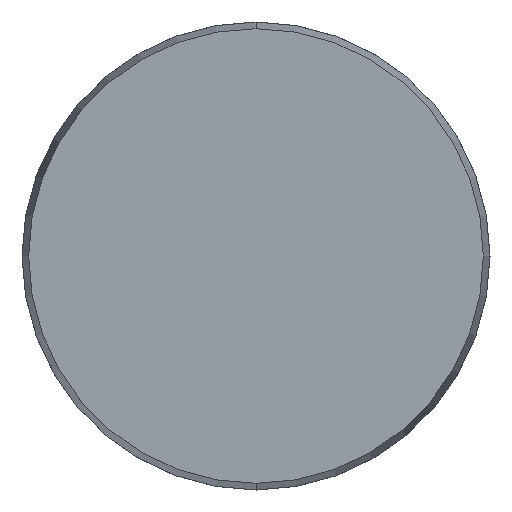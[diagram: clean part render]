
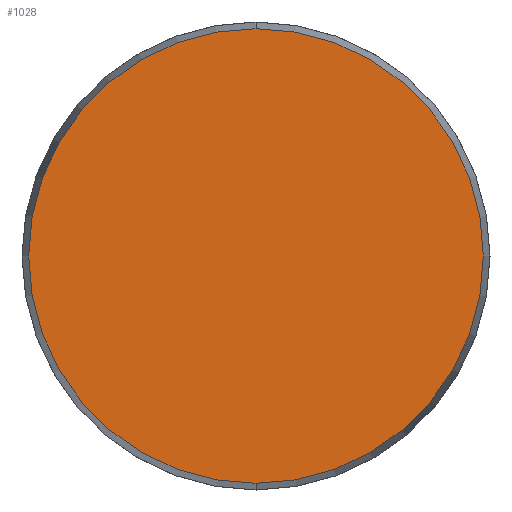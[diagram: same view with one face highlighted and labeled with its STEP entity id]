
A CAD part, front view. The second image highlights one B-rep face of the part: STEP entity #1028.
In plain terms, the highlighted planar face has unit normal (0, -1, 0).
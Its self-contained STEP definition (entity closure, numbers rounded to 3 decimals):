
#49 = DIRECTION ( 'NONE',  ( 0., 0., 1. ) ) ;
#73 = DIRECTION ( 'NONE',  ( 0., 1., 0. ) ) ;
#100 = AXIS2_PLACEMENT_3D ( 'NONE', #120, #312, #687 ) ;
#120 = CARTESIAN_POINT ( 'NONE',  ( 0., 0., 0. ) ) ;
#192 = CARTESIAN_POINT ( 'NONE',  ( 0., 0., 29.143 ) ) ;
#244 = VERTEX_POINT ( 'NONE', #512 ) ;
#258 = EDGE_CURVE ( 'NONE', #681, #244, #410, .T. ) ;
#312 = DIRECTION ( 'NONE',  ( 0., -1., 0. ) ) ;
#410 = CIRCLE ( 'NONE', #1177, 29.143 ) ;
#445 = EDGE_LOOP ( 'NONE', ( #1179, #934 ) ) ;
#446 = CARTESIAN_POINT ( 'NONE',  ( -29.143, 0., 0. ) ) ;
#460 = CIRCLE ( 'NONE', #100, 29.143 ) ;
#512 = CARTESIAN_POINT ( 'NONE',  ( 0., 0., -29.143 ) ) ;
#553 = AXIS2_PLACEMENT_3D ( 'NONE', #446, #73, #49 ) ;
#591 = CARTESIAN_POINT ( 'NONE',  ( 0., 0., 0. ) ) ;
#666 = DIRECTION ( 'NONE',  ( 0., 0., -1. ) ) ;
#681 = VERTEX_POINT ( 'NONE', #192 ) ;
#687 = DIRECTION ( 'NONE',  ( 0., 0., -1. ) ) ;
#692 = PLANE ( 'NONE',  #553 ) ;
#876 = EDGE_CURVE ( 'NONE', #244, #681, #460, .T. ) ;
#934 = ORIENTED_EDGE ( 'NONE', *, *, #876, .T. ) ;
#952 = DIRECTION ( 'NONE',  ( 0., -1., 0. ) ) ;
#1028 = ADVANCED_FACE ( 'NONE', ( #1165 ), #692, .F. ) ;
#1165 = FACE_OUTER_BOUND ( 'NONE', #445, .T. ) ;
#1177 = AXIS2_PLACEMENT_3D ( 'NONE', #591, #952, #666 ) ;
#1179 = ORIENTED_EDGE ( 'NONE', *, *, #258, .T. ) ;
